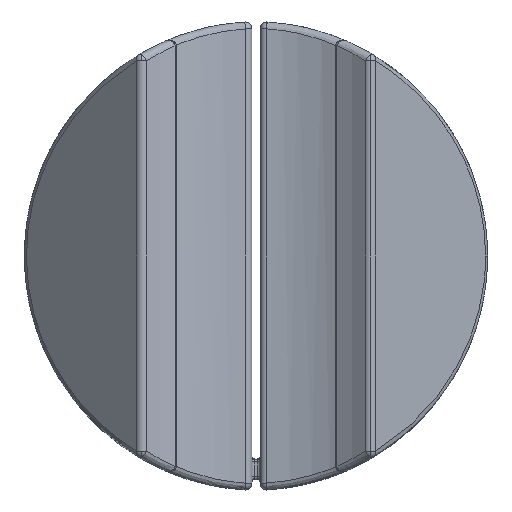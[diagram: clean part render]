
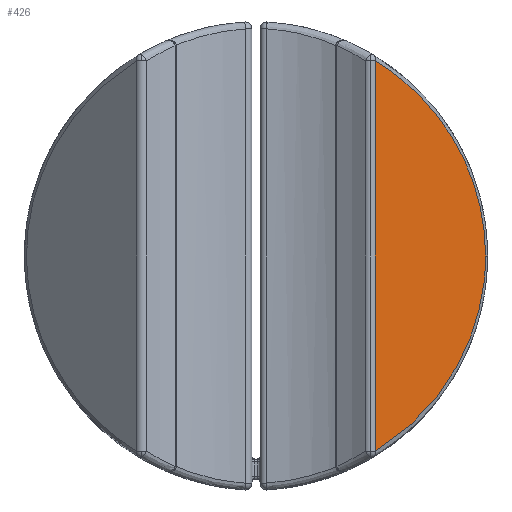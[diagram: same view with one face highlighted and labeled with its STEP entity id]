
A CAD part, front view. The second image highlights one B-rep face of the part: STEP entity #426.
In plain terms, the highlighted face is planar.
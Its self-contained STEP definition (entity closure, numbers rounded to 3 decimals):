
#414 = ORIENTED_EDGE ( 'NONE', *, *, #7224, .T. ) ;
#426 = ADVANCED_FACE ( 'NONE', ( #2652 ), #5061, .F. ) ;
#910 = VERTEX_POINT ( 'NONE', #9392 ) ;
#1248 = ORIENTED_EDGE ( 'NONE', *, *, #11406, .T. ) ;
#1551 = VERTEX_POINT ( 'NONE', #2434 ) ;
#2434 = CARTESIAN_POINT ( 'NONE',  ( 11.146, 16.354, 0. ) ) ;
#2652 = FACE_OUTER_BOUND ( 'NONE', #6998, .T. ) ;
#2963 = CARTESIAN_POINT ( 'NONE',  ( 11.146, 16.354, 0. ) ) ;
#3194 = DIRECTION ( 'NONE',  ( 0.707, -0.707, 0. ) ) ;
#3244 = DIRECTION ( 'NONE',  ( -0.707, -0.707, 0. ) ) ;
#3495 = CARTESIAN_POINT ( 'NONE',  ( 11.146, 16.354, -5.934 ) ) ;
#3503 = AXIS2_PLACEMENT_3D ( 'NONE', #4144, #3244, #3194 ) ;
#4144 = CARTESIAN_POINT ( 'NONE',  ( 19.5, 8., -18.5 ) ) ;
#4773 = CARTESIAN_POINT ( 'NONE',  ( 14.071, 13.429, 11.098 ) ) ;
#5061 = PLANE ( 'NONE',  #3503 ) ;
#5323 = CARTESIAN_POINT ( 'NONE',  ( 19.16, 8.34, -18.5 ) ) ;
#5995 = CARTESIAN_POINT ( 'NONE',  ( 19.16, 8.34, -14.15 ) ) ;
#6998 = EDGE_LOOP ( 'NONE', ( #10216, #1248, #414 ) ) ;
#7224 = EDGE_CURVE ( 'NONE', #910, #10619, #9006, .T. ) ;
#7412 =( BOUNDED_CURVE ( )  B_SPLINE_CURVE ( 3, ( #2963, #8302, #4773, #11003 ),
 .UNSPECIFIED., .F., .T. ) 
 B_SPLINE_CURVE_WITH_KNOTS ( ( 4, 4 ),
 ( 0., 1.031 ),
 .UNSPECIFIED. ) 
 CURVE ( )  GEOMETRIC_REPRESENTATION_ITEM ( )  RATIONAL_B_SPLINE_CURVE ( ( 1., 0.913, 0.913, 1. ) ) 
 REPRESENTATION_ITEM ( '' )  );
#7657 = EDGE_CURVE ( 'NONE', #10619, #1551, #8521, .T. ) ;
#7947 = CARTESIAN_POINT ( 'NONE',  ( 14.071, 13.429, -11.098 ) ) ;
#8302 = CARTESIAN_POINT ( 'NONE',  ( 11.146, 16.354, 5.934 ) ) ;
#8521 =( BOUNDED_CURVE ( )  B_SPLINE_CURVE ( 3, ( #11498, #7947, #3495, #9736 ),
 .UNSPECIFIED., .F., .F. ) 
 B_SPLINE_CURVE_WITH_KNOTS ( ( 4, 4 ),
 ( 5.253, 6.283 ),
 .UNSPECIFIED. ) 
 CURVE ( )  GEOMETRIC_REPRESENTATION_ITEM ( )  RATIONAL_B_SPLINE_CURVE ( ( 1., 0.913, 0.913, 1. ) ) 
 REPRESENTATION_ITEM ( '' )  );
#9006 = LINE ( 'NONE', #5323, #11105 ) ;
#9392 = CARTESIAN_POINT ( 'NONE',  ( 19.16, 8.34, 14.15 ) ) ;
#9736 = CARTESIAN_POINT ( 'NONE',  ( 11.146, 16.354, 0. ) ) ;
#10216 = ORIENTED_EDGE ( 'NONE', *, *, #7657, .T. ) ;
#10619 = VERTEX_POINT ( 'NONE', #5995 ) ;
#11003 = CARTESIAN_POINT ( 'NONE',  ( 19.16, 8.34, 14.15 ) ) ;
#11105 = VECTOR ( 'NONE', #11542, 1000. ) ;
#11406 = EDGE_CURVE ( 'NONE', #1551, #910, #7412, .T. ) ;
#11498 = CARTESIAN_POINT ( 'NONE',  ( 19.16, 8.34, -14.15 ) ) ;
#11542 = DIRECTION ( 'NONE',  ( 0., 0., -1. ) ) ;
